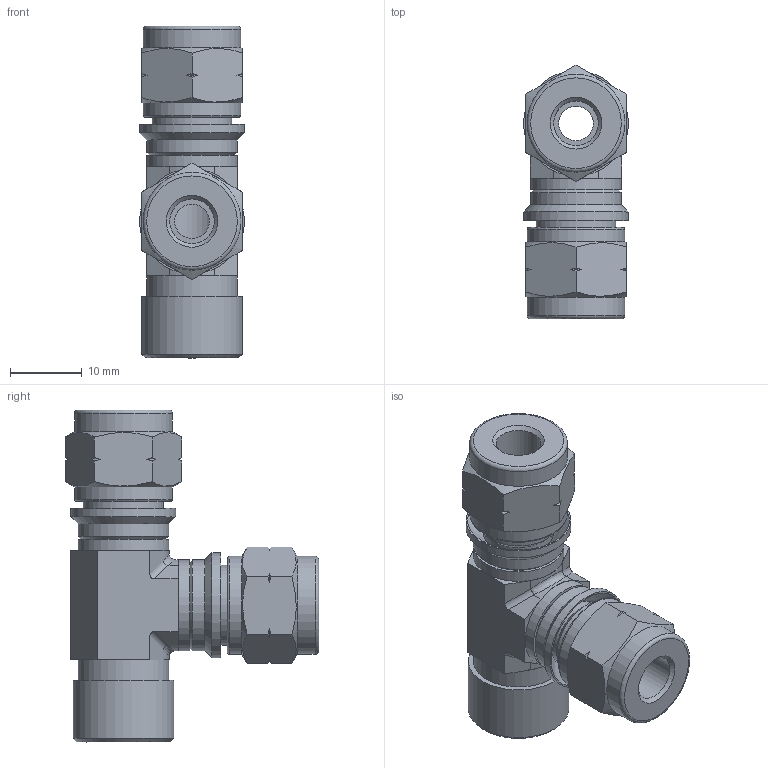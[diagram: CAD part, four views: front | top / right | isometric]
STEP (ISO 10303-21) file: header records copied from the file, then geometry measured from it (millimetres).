
FILE_DESCRIPTION(/* description */ (''),/* implementation_level */ '2;1');
FILE_NAME(/* name */ 'SFRTI-6M-2N.stp',/* time_stamp */ '2022-05-03T17:00:50+09:00',/* author */ ('user'),/* organization */ (''),/* preprocessor_version */ 'ST-DEVELOPER v18.1',/* originating_system */ 'Autodesk Inventor 2022',/* authorisation */ '');
FILE_SCHEMA (('AUTOMOTIVE_DESIGN { 1 0 10303 214 3 1 1 }'));
Length unit declared in the file: millimetre
Products named in the file (1): SFRT-6M-2N
Bounding box: 14.6 x 35.23 x 46.14 mm (x, y, z)
Volume: 7241.7 mm3; surface area: 5575.2 mm2
Topology: 1 solids, 1 shells, 124 faces, 283 edges, 175 vertices
Faces by surface type: cone 44, plane 42, cylinder 32, torus 4, bspline 2
Full cylindrical faces by diameter (mm): 4.8 x2, 5.146 x1, 6.2 x2, 8.2 x1, 9.3 x2, 9.8 x2, 11.112 x2, 12.6 x5, 13.6 x4, 14 x1, 14.6 x2
Entity records: 3515 total; most frequent: CARTESIAN_POINT 820, ORIENTED_EDGE 566, DIRECTION 551, EDGE_CURVE 283, AXIS2_PLACEMENT_3D 219, VERTEX_POINT 175, EDGE_LOOP 142, FACE_OUTER_BOUND 124
